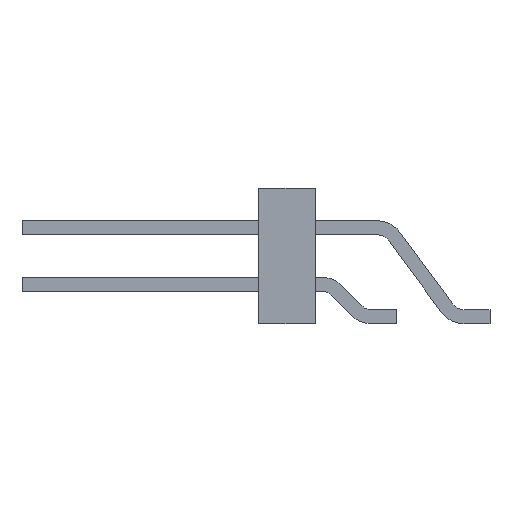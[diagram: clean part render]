
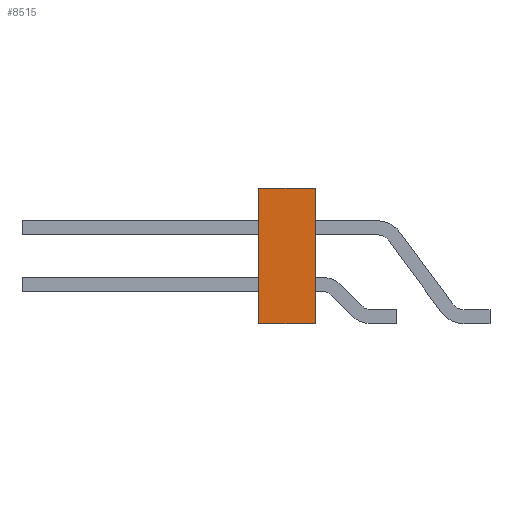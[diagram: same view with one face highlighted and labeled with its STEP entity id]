
A CAD part, left-side view. The second image highlights one B-rep face of the part: STEP entity #8515.
In plain terms, the highlighted face is planar.
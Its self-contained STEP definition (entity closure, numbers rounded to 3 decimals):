
#922 = VERTEX_POINT('',#923);
#923 = CARTESIAN_POINT('',(8.89,3.048,1.27));
#929 = EDGE_CURVE('',#922,#930,#932,.T.);
#930 = VERTEX_POINT('',#931);
#931 = CARTESIAN_POINT('',(8.89,3.048,-1.27));
#932 = LINE('',#933,#934);
#933 = CARTESIAN_POINT('',(8.89,3.048,1.27));
#934 = VECTOR('',#935,1.);
#935 = DIRECTION('',(0.,0.,-1.));
#3558 = VERTEX_POINT('',#3559);
#3559 = CARTESIAN_POINT('',(8.89,-3.048,-1.27));
#3565 = EDGE_CURVE('',#3566,#3558,#3568,.T.);
#3566 = VERTEX_POINT('',#3567);
#3567 = CARTESIAN_POINT('',(8.89,-3.048,1.27));
#3568 = LINE('',#3569,#3570);
#3569 = CARTESIAN_POINT('',(8.89,-3.048,1.27));
#3570 = VECTOR('',#3571,1.);
#3571 = DIRECTION('',(0.,0.,-1.));
#6461 = EDGE_CURVE('',#3566,#922,#6462,.T.);
#6462 = LINE('',#6463,#6464);
#6463 = CARTESIAN_POINT('',(8.89,-3.048,1.27));
#6464 = VECTOR('',#6465,1.);
#6465 = DIRECTION('',(0.,1.,0.));
#7540 = EDGE_CURVE('',#3558,#930,#7541,.T.);
#7541 = LINE('',#7542,#7543);
#7542 = CARTESIAN_POINT('',(8.89,-3.048,-1.27));
#7543 = VECTOR('',#7544,1.);
#7544 = DIRECTION('',(0.,1.,0.));
#8515 = ADVANCED_FACE('',(#8516),#8522,.F.);
#8516 = FACE_BOUND('',#8517,.T.);
#8517 = EDGE_LOOP('',(#8518,#8519,#8520,#8521));
#8518 = ORIENTED_EDGE('',*,*,#7540,.T.);
#8519 = ORIENTED_EDGE('',*,*,#929,.F.);
#8520 = ORIENTED_EDGE('',*,*,#6461,.F.);
#8521 = ORIENTED_EDGE('',*,*,#3565,.T.);
#8522 = PLANE('',#8523);
#8523 = AXIS2_PLACEMENT_3D('',#8524,#8525,#8526);
#8524 = CARTESIAN_POINT('',(8.89,-3.048,1.27));
#8525 = DIRECTION('',(-1.,0.,0.));
#8526 = DIRECTION('',(0.,0.,1.));
